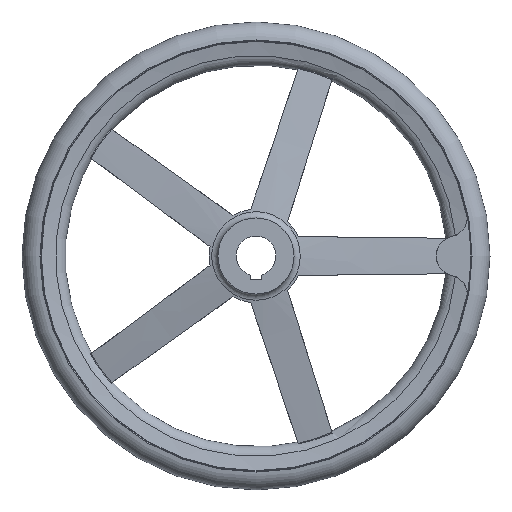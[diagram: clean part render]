
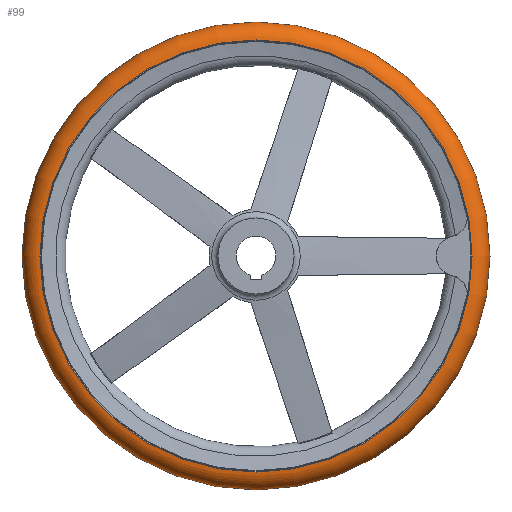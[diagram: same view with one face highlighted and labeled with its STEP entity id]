
A CAD part, front view. The second image highlights one B-rep face of the part: STEP entity #99.
In plain terms, the highlighted toroidal (fillet/blend) face has major radius 184 mm and minor radius 16 mm.
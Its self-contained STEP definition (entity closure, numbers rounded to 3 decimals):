
#99 = ADVANCED_FACE( '', ( #247, #248, #249 ), #250, .T. );
#247 = FACE_BOUND( '', #462, .T. );
#248 = FACE_OUTER_BOUND( '', #463, .T. );
#249 = FACE_OUTER_BOUND( '', #464, .T. );
#250 = TOROIDAL_SURFACE( '', #465, 184., 16. );
#462 = VERTEX_LOOP( '', #755 );
#463 = EDGE_LOOP( '', ( #756 ) );
#464 = EDGE_LOOP( '', ( #757 ) );
#465 = AXIS2_PLACEMENT_3D( '', #758, #759, #760 );
#755 = VERTEX_POINT( '', #1293 );
#756 = ORIENTED_EDGE( '', *, *, #1294, .T. );
#757 = ORIENTED_EDGE( '', *, *, #1295, .F. );
#758 = CARTESIAN_POINT( '', ( 0., 47., 0. ) );
#759 = DIRECTION( '', ( 0., -1., 0. ) );
#760 = DIRECTION( '', ( 0., 0., -1. ) );
#1293 = CARTESIAN_POINT( '', ( 0., 47., -200. ) );
#1294 = EDGE_CURVE( '', #1554, #1554, #1555, .T. );
#1295 = EDGE_CURVE( '', #1556, #1556, #1557, .T. );
#1554 = VERTEX_POINT( '', #2064 );
#1555 = CIRCLE( '', #2065, 184.667 );
#1556 = VERTEX_POINT( '', #2066 );
#1557 = CIRCLE( '', #2067, 184.667 );
#2064 = CARTESIAN_POINT( '', ( 0., 62.986, -184.667 ) );
#2065 = AXIS2_PLACEMENT_3D( '', #2884, #2885, #2886 );
#2066 = CARTESIAN_POINT( '', ( 0., 31.014, -184.667 ) );
#2067 = AXIS2_PLACEMENT_3D( '', #2887, #2888, #2889 );
#2884 = CARTESIAN_POINT( '', ( 0., 62.986, 0. ) );
#2885 = DIRECTION( '', ( 0., -1., 0. ) );
#2886 = DIRECTION( '', ( 0., 0., -1. ) );
#2887 = CARTESIAN_POINT( '', ( 0., 31.014, 0. ) );
#2888 = DIRECTION( '', ( 0., -1., 0. ) );
#2889 = DIRECTION( '', ( 0., 0., -1. ) );
